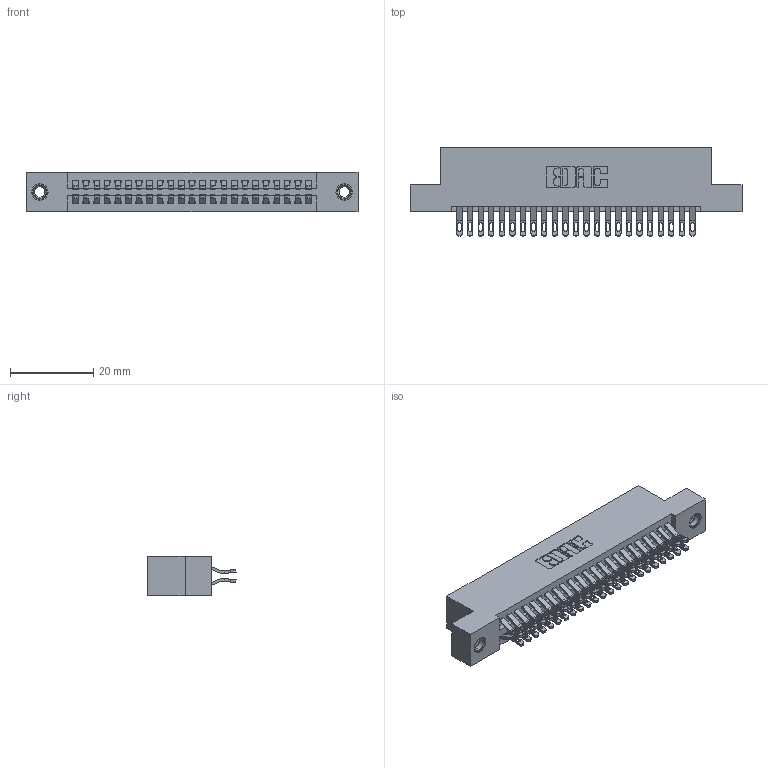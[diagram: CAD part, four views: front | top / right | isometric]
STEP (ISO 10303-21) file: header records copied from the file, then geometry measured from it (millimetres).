
FILE_DESCRIPTION (( 'STEP AP203' ), '1' );
FILE_NAME ('395-046-555-207.STEP', '2019-10-19T04:22:35', ( '' ), ( '' ), 'SwSTEP 2.0', 'SolidWorks 2016', '' );
FILE_SCHEMA (( 'CONFIG_CONTROL_DESIGN' ));
Length unit declared in the file: inch
Products named in the file (4): 345-292-001_555 Tail; 345-250-001_345-250-005-103; 395-046-555-207; 345 Part_Flush Mounting Lugs - 0.156 Dia-TI
Assembly tree (49 placements, depth 2):
  395-046-555-207
    345 Part_Flush Mounting Lugs - 0.156 Dia-TI
    345-292-001_555 Tail  x46
    345-250-001_345-250-005-103  x2
Bounding box: 79.63 x 21.13 x 9.4 mm (x, y, z)
Volume: 7678.8 mm3; surface area: 11474.5 mm2
Topology: 49 solids, 49 shells, 2762 faces, 8619 edges, 5738 vertices
Faces by surface type: plane 1538, cylinder 1208, cone 12, torus 4
Entity records: 22116 total; most frequent: CARTESIAN_POINT 3741, ORIENTED_EDGE 3638, DIRECTION 3317, EDGE_CURVE 1819, LINE 1555, VECTOR 1555, VERTEX_POINT 1208, AXIS2_PLACEMENT_3D 881
